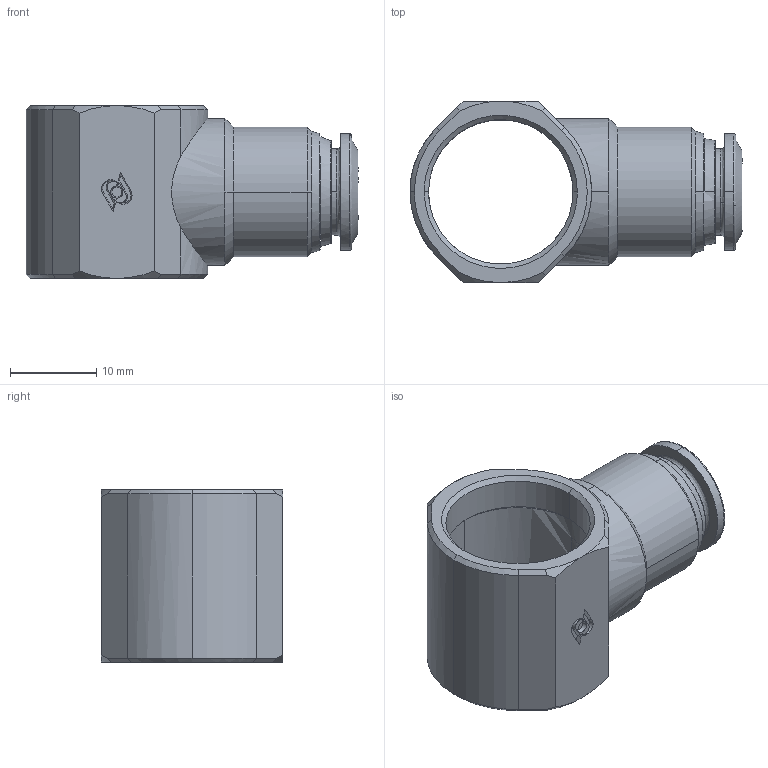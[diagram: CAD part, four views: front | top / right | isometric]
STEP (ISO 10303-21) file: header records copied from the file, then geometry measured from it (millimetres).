
FILE_DESCRIPTION (( 'STEP AP214' ), '1' );
FILE_NAME ('BBS-G03-08_ME.STEP', '2018-09-05T06:58:22', ( '' ), ( '' ), 'SwSTEP 2.0', 'SolidWorks 2018', '' );
FILE_SCHEMA (( 'AUTOMOTIVE_DESIGN' ));
Length unit declared in the file: millimetre
Products named in the file (1): BBS-G03-08_ME
Bounding box: 38.4 x 21 x 20 mm (x, y, z)
Volume: 5218.2 mm3; surface area: 3744.8 mm2
Topology: 1 solids, 1 shells, 135 faces, 351 edges, 219 vertices
Faces by surface type: bspline 135
Entity records: 5965 total; most frequent: CARTESIAN_POINT 3973, ORIENTED_EDGE 688, EDGE_CURVE 344, B_SPLINE_CURVE_WITH_KNOTS 222, VERTEX_POINT 219, EDGE_LOOP 149, FACE_OUTER_BOUND 135, ADVANCED_FACE 135
